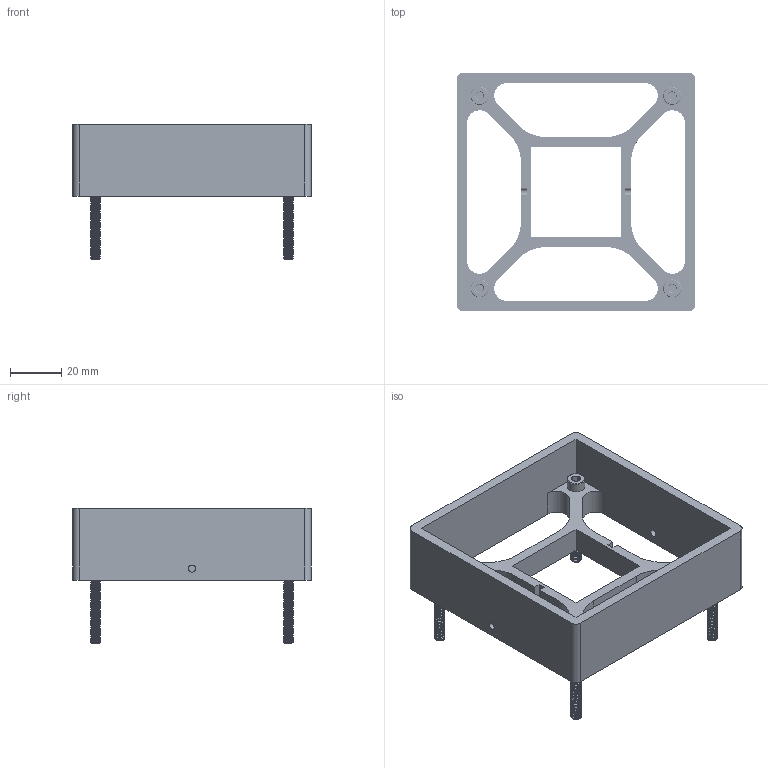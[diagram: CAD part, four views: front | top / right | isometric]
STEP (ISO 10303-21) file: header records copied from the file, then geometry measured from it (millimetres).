
FILE_DESCRIPTION(/* description */ (''),/* implementation_level */ '2;1');
FILE_NAME(/* name */ 'PCB Holder v11.step',/* time_stamp */ '2021-05-10T15:04:30+02:00',/* author */ (''),/* organization */ (''),/* preprocessor_version */ 'ST-DEVELOPER v18.1',/* originating_system */ 'Autodesk Translation Framework v10.6.0.1341',/* authorisation */ '');
FILE_SCHEMA (('AUTOMOTIVE_DESIGN { 1 0 10303 214 3 1 1 }'));
Products named in the file (2): PCB Holder; 91290A173
Assembly tree (2 placements, depth 2):
  PCB Holder
    91290A173  x2
Bounding box: 92.9 x 92.9 x 52.75 mm (x, y, z)
Volume: 56084.7 mm3; surface area: 33419.7 mm2
Topology: 5 solids, 5 shells, 553 faces, 1566 edges, 1028 vertices
Faces by surface type: cylinder 432, plane 73, cone 40, bspline 8
Full cylindrical faces by diameter (mm): 2.8 x2, 3.091 x192, 3.6 x4, 4 x196, 7 x4
Entity records: 41241 total; most frequent: CARTESIAN_POINT 31176, ORIENTED_EDGE 2442, DIRECTION 1545, EDGE_CURVE 1221, VERTEX_POINT 802, B_SPLINE_CURVE_WITH_KNOTS 621, AXIS2_PLACEMENT_3D 535, LINE 475
